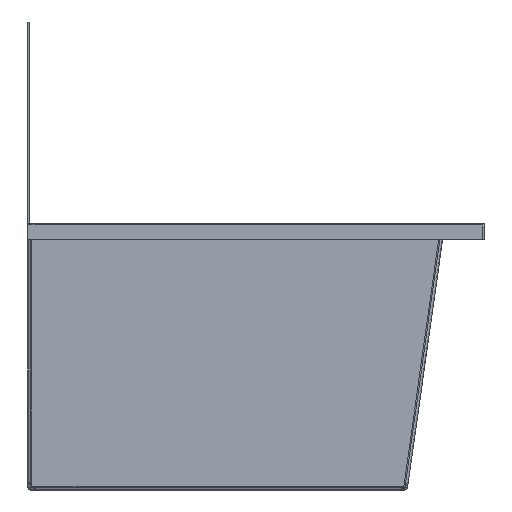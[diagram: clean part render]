
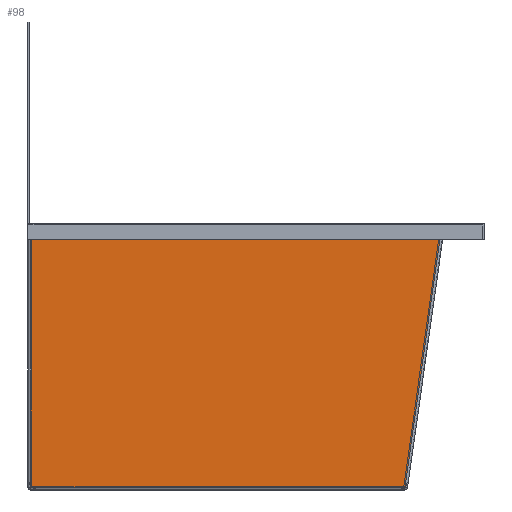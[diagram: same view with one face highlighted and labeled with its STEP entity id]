
A CAD part, left-side view. The second image highlights one B-rep face of the part: STEP entity #98.
In plain terms, the highlighted planar face has unit normal (-1, 0, 0).
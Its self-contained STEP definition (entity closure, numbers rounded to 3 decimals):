
#98 = ADVANCED_FACE( '', ( #254 ), #255, .F. );
#254 = FACE_OUTER_BOUND( '', #470, .T. );
#255 = PLANE( '', #471 );
#470 = EDGE_LOOP( '', ( #1126, #1127, #1128, #1129 ) );
#471 = AXIS2_PLACEMENT_3D( '', #1130, #1131, #1132 );
#1126 = ORIENTED_EDGE( '', *, *, #1711, .T. );
#1127 = ORIENTED_EDGE( '', *, *, #1712, .T. );
#1128 = ORIENTED_EDGE( '', *, *, #1713, .T. );
#1129 = ORIENTED_EDGE( '', *, *, #1714, .T. );
#1130 = CARTESIAN_POINT( '', ( -270., 155., 99. ) );
#1131 = DIRECTION( '', ( 1., 0., 0. ) );
#1132 = DIRECTION( '', ( 0., 1., 0. ) );
#1711 = EDGE_CURVE( '', #1956, #1957, #1958, .F. );
#1712 = EDGE_CURVE( '', #1957, #1959, #1960, .F. );
#1713 = EDGE_CURVE( '', #1959, #1961, #1962, .F. );
#1714 = EDGE_CURVE( '', #1961, #1956, #1963, .F. );
#1956 = VERTEX_POINT( '', #2301 );
#1957 = VERTEX_POINT( '', #2302 );
#1958 = LINE( '', #2303, #2304 );
#1959 = VERTEX_POINT( '', #2305 );
#1960 = LINE( '', #2306, #2307 );
#1961 = VERTEX_POINT( '', #2308 );
#1962 = LINE( '', #2309, #2310 );
#1963 = LINE( '', #2311, #2312 );
#2301 = CARTESIAN_POINT( '', ( -270., -152.57, 96.1 ) );
#2302 = CARTESIAN_POINT( '', ( -270., 153., 96.1 ) );
#2303 = CARTESIAN_POINT( '', ( -270., 155., 96.1 ) );
#2304 = VECTOR( '', #2879, 1000. );
#2305 = CARTESIAN_POINT( '', ( -270., 153., -97. ) );
#2306 = CARTESIAN_POINT( '', ( -270., 153., 99. ) );
#2307 = VECTOR( '', #2880, 1000. );
#2308 = CARTESIAN_POINT( '', ( -270., -125.263, -97. ) );
#2309 = CARTESIAN_POINT( '', ( -270., 155., -97. ) );
#2310 = VECTOR( '', #2881, 1000. );
#2311 = CARTESIAN_POINT( '', ( -270., -146.942, 56.301 ) );
#2312 = VECTOR( '', #2882, 1000. );
#2879 = DIRECTION( '', ( 0., -1., 0. ) );
#2880 = DIRECTION( '', ( 0., 0., 1. ) );
#2881 = DIRECTION( '', ( 0., 1., 0. ) );
#2882 = DIRECTION( '', ( 0., 0.14, -0.99 ) );
